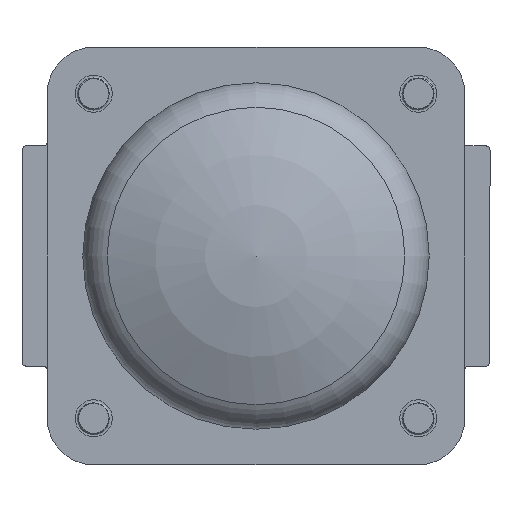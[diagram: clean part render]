
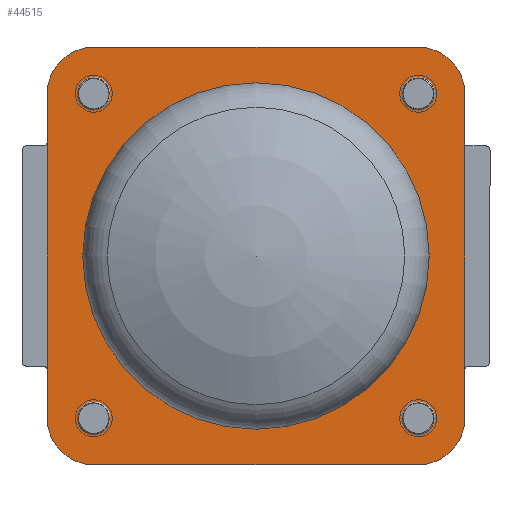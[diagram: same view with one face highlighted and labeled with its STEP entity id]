
A CAD part, front view. The second image highlights one B-rep face of the part: STEP entity #44515.
In plain terms, the highlighted planar face has unit normal (0, -1, 0).
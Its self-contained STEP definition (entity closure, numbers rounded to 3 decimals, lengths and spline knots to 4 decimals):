
#889 = AXIS2_PLACEMENT_3D ( 'NONE', #81692, #23234, #74168 ) ;
#2604 = EDGE_CURVE ( 'NONE', #82400, #65624, #51560, .T. ) ;
#2641 = CARTESIAN_POINT ( 'NONE',  ( 2.401, -0.545, -2.19 ) ) ;
#2836 = CARTESIAN_POINT ( 'NONE',  ( 0., -0.545, 0. ) ) ;
#3064 = AXIS2_PLACEMENT_3D ( 'NONE', #79731, #36880, #45301 ) ;
#3282 = EDGE_LOOP ( 'NONE', ( #32018 ) ) ;
#4567 = VERTEX_POINT ( 'NONE', #27394 ) ;
#4877 = DIRECTION ( 'NONE',  ( 1., 0., 0. ) ) ;
#6372 = DIRECTION ( 'NONE',  ( 1., 0., 0. ) ) ;
#8006 = FACE_BOUND ( 'NONE', #88011, .T. ) ;
#8357 = VERTEX_POINT ( 'NONE', #70387 ) ;
#8773 = AXIS2_PLACEMENT_3D ( 'NONE', #61366, #61976, #68255 ) ;
#9077 = DIRECTION ( 'NONE',  ( 1., 0., 0. ) ) ;
#10005 = DIRECTION ( 'NONE',  ( 0., 1., 0. ) ) ;
#11547 = ORIENTED_EDGE ( 'NONE', *, *, #88513, .T. ) ;
#11806 = LINE ( 'NONE', #13588, #46469 ) ;
#12027 = EDGE_CURVE ( 'NONE', #71290, #71290, #16123, .T. ) ;
#12673 = CARTESIAN_POINT ( 'NONE',  ( -2.19, -0.545, -2.19 ) ) ;
#12976 = DIRECTION ( 'NONE',  ( 0., 1., 0. ) ) ;
#13588 = CARTESIAN_POINT ( 'NONE',  ( -2.815, -0.545, 2.815 ) ) ;
#13688 = VECTOR ( 'NONE', #92376, 39.3701 ) ;
#14195 = VERTEX_POINT ( 'NONE', #32582 ) ;
#14771 = EDGE_CURVE ( 'NONE', #27111, #8357, #89732, .T. ) ;
#16123 = CIRCLE ( 'NONE', #50093, 0.2109 ) ;
#17268 = AXIS2_PLACEMENT_3D ( 'NONE', #12673, #12976, #62940 ) ;
#17726 = EDGE_LOOP ( 'NONE', ( #31398 ) ) ;
#17947 = CARTESIAN_POINT ( 'NONE',  ( -1.9791, -0.545, 2.19 ) ) ;
#21553 = AXIS2_PLACEMENT_3D ( 'NONE', #2836, #10005, #9077 ) ;
#22897 = CARTESIAN_POINT ( 'NONE',  ( 2.19, -0.545, -2.19 ) ) ;
#23108 = PLANE ( 'NONE',  #21553 ) ;
#23234 = DIRECTION ( 'NONE',  ( 0., 1., 0. ) ) ;
#23736 = VECTOR ( 'NONE', #88420, 39.3701 ) ;
#24851 = EDGE_CURVE ( 'NONE', #4567, #69755, #11806, .T. ) ;
#25106 = CARTESIAN_POINT ( 'NONE',  ( 2.185, -0.545, 2.185 ) ) ;
#27111 = VERTEX_POINT ( 'NONE', #87970 ) ;
#27394 = CARTESIAN_POINT ( 'NONE',  ( -2.185, -0.545, 2.815 ) ) ;
#27456 = EDGE_CURVE ( 'NONE', #4567, #8357, #87454, .T. ) ;
#27973 = EDGE_LOOP ( 'NONE', ( #92059 ) ) ;
#29335 = AXIS2_PLACEMENT_3D ( 'NONE', #61724, #40459, #4877 ) ;
#30406 = EDGE_CURVE ( 'NONE', #47756, #47756, #56973, .T. ) ;
#30972 = EDGE_CURVE ( 'NONE', #35472, #35472, #86047, .T. ) ;
#31398 = ORIENTED_EDGE ( 'NONE', *, *, #50580, .T. ) ;
#31950 = DIRECTION ( 'NONE',  ( 1., 0., 0. ) ) ;
#32018 = ORIENTED_EDGE ( 'NONE', *, *, #12027, .T. ) ;
#32495 = CARTESIAN_POINT ( 'NONE',  ( 2.815, -0.545, -2.185 ) ) ;
#32582 = CARTESIAN_POINT ( 'NONE',  ( 2.4009, -0.545, 2.19 ) ) ;
#32590 = VECTOR ( 'NONE', #62786, 39.3701 ) ;
#34058 = CIRCLE ( 'NONE', #889, 0.2109 ) ;
#34568 = CARTESIAN_POINT ( 'NONE',  ( -2.185, -0.545, -2.185 ) ) ;
#35145 = CARTESIAN_POINT ( 'NONE',  ( -2.815, -0.545, 2.815 ) ) ;
#35472 = VERTEX_POINT ( 'NONE', #17947 ) ;
#36567 = VERTEX_POINT ( 'NONE', #82604 ) ;
#36828 = ORIENTED_EDGE ( 'NONE', *, *, #74964, .F. ) ;
#36880 = DIRECTION ( 'NONE',  ( 0., 1., 0. ) ) ;
#37731 = ORIENTED_EDGE ( 'NONE', *, *, #30972, .T. ) ;
#37887 = ORIENTED_EDGE ( 'NONE', *, *, #14771, .F. ) ;
#40459 = DIRECTION ( 'NONE',  ( 0., 1., 0. ) ) ;
#41486 = FACE_BOUND ( 'NONE', #27973, .T. ) ;
#43259 = AXIS2_PLACEMENT_3D ( 'NONE', #48353, #55552, #47736 ) ;
#43745 = CARTESIAN_POINT ( 'NONE',  ( 2.815, -0.545, 2.815 ) ) ;
#44515 = ADVANCED_FACE ( 'NONE', ( #72800, #41486, #45969, #48197, #8006, #81813 ), #23108, .F. ) ;
#45080 = EDGE_CURVE ( 'NONE', #36567, #36567, #91648, .T. ) ;
#45301 = DIRECTION ( 'NONE',  ( 1., 0., 0. ) ) ;
#45969 = FACE_BOUND ( 'NONE', #3282, .T. ) ;
#46469 = VECTOR ( 'NONE', #6372, 39.3701 ) ;
#47491 = ORIENTED_EDGE ( 'NONE', *, *, #50744, .T. ) ;
#47736 = DIRECTION ( 'NONE',  ( 1., 0., 0. ) ) ;
#47756 = VERTEX_POINT ( 'NONE', #75719 ) ;
#48197 = FACE_BOUND ( 'NONE', #17726, .T. ) ;
#48353 = CARTESIAN_POINT ( 'NONE',  ( 2.185, -0.545, -2.185 ) ) ;
#50093 = AXIS2_PLACEMENT_3D ( 'NONE', #22897, #86655, #72893 ) ;
#50580 = EDGE_CURVE ( 'NONE', #14195, #14195, #34058, .T. ) ;
#50669 = ORIENTED_EDGE ( 'NONE', *, *, #24851, .F. ) ;
#50744 = EDGE_CURVE ( 'NONE', #53985, #69755, #68731, .T. ) ;
#51092 = CARTESIAN_POINT ( 'NONE',  ( 2.185, -0.545, -2.815 ) ) ;
#51560 = LINE ( 'NONE', #62473, #32590 ) ;
#53437 = EDGE_LOOP ( 'NONE', ( #37731 ) ) ;
#53985 = VERTEX_POINT ( 'NONE', #63284 ) ;
#55552 = DIRECTION ( 'NONE',  ( 0., -1., 0. ) ) ;
#56446 = DIRECTION ( 'NONE',  ( 1., 0., 0. ) ) ;
#56973 = CIRCLE ( 'NONE', #17268, 0.2109 ) ;
#59381 = CIRCLE ( 'NONE', #43259, 0.63 ) ;
#61366 = CARTESIAN_POINT ( 'NONE',  ( -2.185, -0.545, 2.185 ) ) ;
#61724 = CARTESIAN_POINT ( 'NONE',  ( 0., -0.545, 0. ) ) ;
#61976 = DIRECTION ( 'NONE',  ( 0., -1., 0. ) ) ;
#62473 = CARTESIAN_POINT ( 'NONE',  ( -2.815, -0.545, -2.815 ) ) ;
#62786 = DIRECTION ( 'NONE',  ( -1., 0., 0. ) ) ;
#62940 = DIRECTION ( 'NONE',  ( 1., 0., 0. ) ) ;
#63129 = ORIENTED_EDGE ( 'NONE', *, *, #27456, .T. ) ;
#63284 = CARTESIAN_POINT ( 'NONE',  ( 2.815, -0.545, 2.185 ) ) ;
#64323 = EDGE_LOOP ( 'NONE', ( #36828, #47491, #50669, #63129, #37887, #11547, #79476, #86633 ) ) ;
#64716 = CARTESIAN_POINT ( 'NONE',  ( -2.185, -0.545, -2.815 ) ) ;
#65125 = CIRCLE ( 'NONE', #85847, 0.63 ) ;
#65624 = VERTEX_POINT ( 'NONE', #64716 ) ;
#65908 = EDGE_CURVE ( 'NONE', #82400, #78493, #59381, .T. ) ;
#68255 = DIRECTION ( 'NONE',  ( 1., 0., 0. ) ) ;
#68731 = CIRCLE ( 'NONE', #88883, 0.63 ) ;
#69755 = VERTEX_POINT ( 'NONE', #78605 ) ;
#70387 = CARTESIAN_POINT ( 'NONE',  ( -2.815, -0.545, 2.185 ) ) ;
#71290 = VERTEX_POINT ( 'NONE', #2641 ) ;
#72800 = FACE_BOUND ( 'NONE', #53437, .T. ) ;
#72893 = DIRECTION ( 'NONE',  ( 1., 0., 0. ) ) ;
#74168 = DIRECTION ( 'NONE',  ( 1., 0., 0. ) ) ;
#74964 = EDGE_CURVE ( 'NONE', #53985, #78493, #76283, .T. ) ;
#75401 = DIRECTION ( 'NONE',  ( 0., -1., 0. ) ) ;
#75719 = CARTESIAN_POINT ( 'NONE',  ( -1.979, -0.545, -2.19 ) ) ;
#76283 = LINE ( 'NONE', #43745, #23736 ) ;
#78493 = VERTEX_POINT ( 'NONE', #32495 ) ;
#78605 = CARTESIAN_POINT ( 'NONE',  ( 2.185, -0.545, 2.815 ) ) ;
#79476 = ORIENTED_EDGE ( 'NONE', *, *, #2604, .F. ) ;
#79731 = CARTESIAN_POINT ( 'NONE',  ( -2.19, -0.545, 2.19 ) ) ;
#81692 = CARTESIAN_POINT ( 'NONE',  ( 2.19, -0.545, 2.19 ) ) ;
#81813 = FACE_OUTER_BOUND ( 'NONE', #64323, .T. ) ;
#82400 = VERTEX_POINT ( 'NONE', #51092 ) ;
#82604 = CARTESIAN_POINT ( 'NONE',  ( 2.26, -0.545, 0. ) ) ;
#84576 = DIRECTION ( 'NONE',  ( 0., -1., 0. ) ) ;
#85847 = AXIS2_PLACEMENT_3D ( 'NONE', #34568, #84576, #56446 ) ;
#86047 = CIRCLE ( 'NONE', #3064, 0.2109 ) ;
#86633 = ORIENTED_EDGE ( 'NONE', *, *, #65908, .T. ) ;
#86655 = DIRECTION ( 'NONE',  ( 0., 1., 0. ) ) ;
#87454 = CIRCLE ( 'NONE', #8773, 0.63 ) ;
#87970 = CARTESIAN_POINT ( 'NONE',  ( -2.815, -0.545, -2.185 ) ) ;
#88011 = EDGE_LOOP ( 'NONE', ( #89549 ) ) ;
#88420 = DIRECTION ( 'NONE',  ( 0., 0., -1. ) ) ;
#88513 = EDGE_CURVE ( 'NONE', #27111, #65624, #65125, .T. ) ;
#88883 = AXIS2_PLACEMENT_3D ( 'NONE', #25106, #75401, #31950 ) ;
#89549 = ORIENTED_EDGE ( 'NONE', *, *, #45080, .T. ) ;
#89732 = LINE ( 'NONE', #35145, #13688 ) ;
#91648 = CIRCLE ( 'NONE', #29335, 2.26 ) ;
#92059 = ORIENTED_EDGE ( 'NONE', *, *, #30406, .T. ) ;
#92376 = DIRECTION ( 'NONE',  ( 0., 0., 1. ) ) ;
